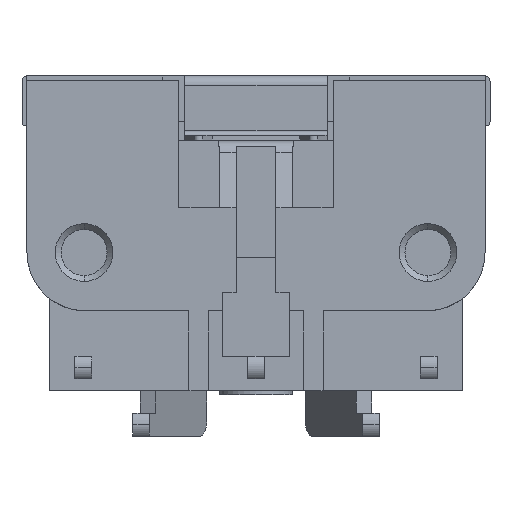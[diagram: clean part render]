
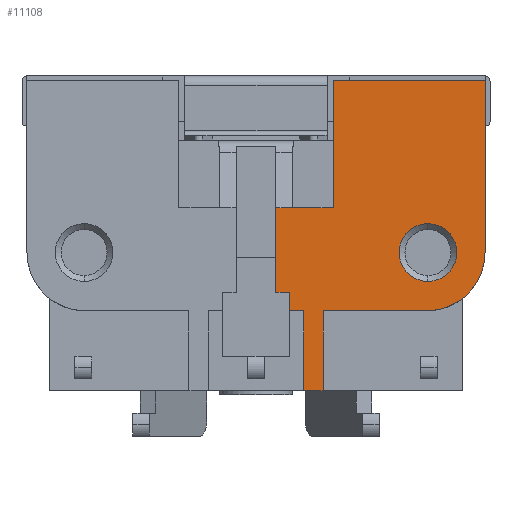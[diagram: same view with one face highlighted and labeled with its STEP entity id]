
A CAD part, front view. The second image highlights one B-rep face of the part: STEP entity #11108.
In plain terms, the highlighted planar face has unit normal (0, -1, 0).
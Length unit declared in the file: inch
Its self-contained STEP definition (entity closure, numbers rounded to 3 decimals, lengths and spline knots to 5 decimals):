
#77 = CARTESIAN_POINT ( 'NONE',  ( -0.1325, -0.394, -0.218 ) ) ;
#100 = VERTEX_POINT ( 'NONE', #366 ) ;
#207 = DIRECTION ( 'NONE',  ( 0., 0., -1. ) ) ;
#218 = FACE_OUTER_BOUND ( 'NONE', #4699, .T. ) ;
#258 = CARTESIAN_POINT ( 'NONE',  ( 0.082, -0.394, -0.395 ) ) ;
#273 = EDGE_CURVE ( 'NONE', #8576, #2051, #4307, .T. ) ;
#343 = LINE ( 'NONE', #7896, #11087 ) ;
#366 = CARTESIAN_POINT ( 'NONE',  ( 0.034, -0.394, -0.363 ) ) ;
#522 = DIRECTION ( 'NONE',  ( 0., 0., -1. ) ) ;
#526 = CARTESIAN_POINT ( 'NONE',  ( 0.1325, -0.394, -0.218 ) ) ;
#668 = PLANE ( 'NONE',  #11783 ) ;
#678 = CARTESIAN_POINT ( 'NONE',  ( 0.295, -0.394, -0.2455 ) ) ;
#681 = LINE ( 'NONE', #9255, #8106 ) ;
#867 = CARTESIAN_POINT ( 'NONE',  ( 0.115, -0.394, -0.395 ) ) ;
#872 = VERTEX_POINT ( 'NONE', #12034 ) ;
#1078 = ORIENTED_EDGE ( 'NONE', *, *, #11623, .T. ) ;
#1275 = LINE ( 'NONE', #13028, #5339 ) ;
#1292 = ORIENTED_EDGE ( 'NONE', *, *, #7330, .T. ) ;
#1312 = DIRECTION ( 'NONE',  ( 1., 0., 0. ) ) ;
#1352 = CARTESIAN_POINT ( 'NONE',  ( 0.0575, -0.394, -0.363 ) ) ;
#1363 = CARTESIAN_POINT ( 'NONE',  ( 0.293, -0.394, -0.395 ) ) ;
#1436 = ORIENTED_EDGE ( 'NONE', *, *, #6825, .T. ) ;
#1569 = EDGE_CURVE ( 'NONE', #2335, #11671, #1275, .T. ) ;
#1691 = DIRECTION ( 'NONE',  ( 1., 0., 0. ) ) ;
#1733 = VERTEX_POINT ( 'NONE', #258 ) ;
#1870 = DIRECTION ( 'NONE',  ( 1., 0., 0. ) ) ;
#1884 = VECTOR ( 'NONE', #12733, 39.37008 ) ;
#1938 = DIRECTION ( 'NONE',  ( -1., 0., 0. ) ) ;
#2047 = VECTOR ( 'NONE', #10190, 39.37008 ) ;
#2051 = VERTEX_POINT ( 'NONE', #526 ) ;
#2056 = CARTESIAN_POINT ( 'NONE',  ( 0.034, -0.394, -0.218 ) ) ;
#2170 = EDGE_CURVE ( 'NONE', #7369, #10293, #3412, .T. ) ;
#2335 = VERTEX_POINT ( 'NONE', #5493 ) ;
#2340 = DIRECTION ( 'NONE',  ( 0., 0., -1. ) ) ;
#2355 = LINE ( 'NONE', #9412, #5011 ) ;
#2486 = VERTEX_POINT ( 'NONE', #9243 ) ;
#2526 = CARTESIAN_POINT ( 'NONE',  ( 0.082, -0.394, -0.532 ) ) ;
#2722 = ORIENTED_EDGE ( 'NONE', *, *, #12030, .F. ) ;
#2738 = DIRECTION ( 'NONE',  ( 0., 1., 0. ) ) ;
#2796 = EDGE_CURVE ( 'NONE', #1733, #10148, #9291, .T. ) ;
#3005 = ORIENTED_EDGE ( 'NONE', *, *, #6238, .T. ) ;
#3095 = ORIENTED_EDGE ( 'NONE', *, *, #4170, .F. ) ;
#3139 = ORIENTED_EDGE ( 'NONE', *, *, #5559, .F. ) ;
#3253 = CARTESIAN_POINT ( 'NONE',  ( 0.293, -0.394, -0.295 ) ) ;
#3318 = CARTESIAN_POINT ( 'NONE',  ( 0.293, -0.394, -0.395 ) ) ;
#3327 = CIRCLE ( 'NONE', #10895, 0.0495 ) ;
#3412 = LINE ( 'NONE', #6312, #10862 ) ;
#3416 = VERTEX_POINT ( 'NONE', #11737 ) ;
#3464 = VECTOR ( 'NONE', #5863, 39.37008 ) ;
#3849 = CIRCLE ( 'NONE', #8191, 0.0495 ) ;
#3990 = VECTOR ( 'NONE', #5272, 39.37008 ) ;
#4170 = EDGE_CURVE ( 'NONE', #2486, #11359, #343, .T. ) ;
#4267 = DIRECTION ( 'NONE',  ( 1., 0., 0. ) ) ;
#4307 = LINE ( 'NONE', #7234, #3990 ) ;
#4474 = CARTESIAN_POINT ( 'NONE',  ( 0.295, -0.394, -0.295 ) ) ;
#4699 = EDGE_LOOP ( 'NONE', ( #9031, #9101, #3005, #6490, #12153, #2722, #9546, #1078, #8888, #3095, #11677, #11622, #3139, #1292 ) ) ;
#4790 = ORIENTED_EDGE ( 'NONE', *, *, #11319, .T. ) ;
#5011 = VECTOR ( 'NONE', #2340, 39.37008 ) ;
#5137 = VECTOR ( 'NONE', #10444, 39.37008 ) ;
#5272 = DIRECTION ( 'NONE',  ( 1., 0., 0. ) ) ;
#5339 = VECTOR ( 'NONE', #10941, 39.37008 ) ;
#5493 = CARTESIAN_POINT ( 'NONE',  ( 0.0575, -0.394, -0.395 ) ) ;
#5501 = DIRECTION ( 'NONE',  ( 1., 0., 0. ) ) ;
#5538 = FACE_BOUND ( 'NONE', #13021, .T. ) ;
#5559 = EDGE_CURVE ( 'NONE', #7188, #8576, #7386, .T. ) ;
#5863 = DIRECTION ( 'NONE',  ( 0., 0., -1. ) ) ;
#5898 = EDGE_CURVE ( 'NONE', #3416, #11359, #12613, .T. ) ;
#6174 = LINE ( 'NONE', #12956, #3464 ) ;
#6238 = EDGE_CURVE ( 'NONE', #2335, #1733, #10531, .T. ) ;
#6312 = CARTESIAN_POINT ( 'NONE',  ( 0.293, -0.394, -0.395 ) ) ;
#6490 = ORIENTED_EDGE ( 'NONE', *, *, #2796, .T. ) ;
#6569 = VECTOR ( 'NONE', #522, 39.37008 ) ;
#6667 = CARTESIAN_POINT ( 'NONE',  ( 0.393, -0.394, -0.07 ) ) ;
#6825 = EDGE_CURVE ( 'NONE', #11314, #872, #3849, .T. ) ;
#6845 = EDGE_CURVE ( 'NONE', #10148, #7004, #8945, .T. ) ;
#7004 = VERTEX_POINT ( 'NONE', #11816 ) ;
#7188 = VERTEX_POINT ( 'NONE', #2056 ) ;
#7234 = CARTESIAN_POINT ( 'NONE',  ( 0.0625, -0.394, -0.218 ) ) ;
#7330 = EDGE_CURVE ( 'NONE', #7188, #100, #2355, .T. ) ;
#7369 = VERTEX_POINT ( 'NONE', #867 ) ;
#7386 = LINE ( 'NONE', #77, #2047 ) ;
#7446 = LINE ( 'NONE', #8933, #9827 ) ;
#7723 = DIRECTION ( 'NONE',  ( 0., -1., 0. ) ) ;
#7896 = CARTESIAN_POINT ( 'NONE',  ( -0.393, -0.394, 0. ) ) ;
#7933 = CIRCLE ( 'NONE', #9869, 0.1 ) ;
#8106 = VECTOR ( 'NONE', #207, 39.37008 ) ;
#8191 = AXIS2_PLACEMENT_3D ( 'NONE', #4474, #11594, #5501 ) ;
#8576 = VERTEX_POINT ( 'NONE', #10417 ) ;
#8795 = CARTESIAN_POINT ( 'NONE',  ( 0.295, -0.394, -0.295 ) ) ;
#8888 = ORIENTED_EDGE ( 'NONE', *, *, #5898, .T. ) ;
#8933 = CARTESIAN_POINT ( 'NONE',  ( 0.034, -0.394, -0.363 ) ) ;
#8945 = LINE ( 'NONE', #2526, #11635 ) ;
#9031 = ORIENTED_EDGE ( 'NONE', *, *, #11405, .F. ) ;
#9101 = ORIENTED_EDGE ( 'NONE', *, *, #1569, .F. ) ;
#9243 = CARTESIAN_POINT ( 'NONE',  ( 0.1325, -0.394, 0. ) ) ;
#9255 = CARTESIAN_POINT ( 'NONE',  ( 0.1325, -0.394, -0.218 ) ) ;
#9291 = LINE ( 'NONE', #11614, #6569 ) ;
#9412 = CARTESIAN_POINT ( 'NONE',  ( 0.034, -0.394, 0. ) ) ;
#9546 = ORIENTED_EDGE ( 'NONE', *, *, #2170, .T. ) ;
#9590 = DIRECTION ( 'NONE',  ( 1., 0., 0. ) ) ;
#9815 = DIRECTION ( 'NONE',  ( 1., 0., 0. ) ) ;
#9827 = VECTOR ( 'NONE', #1938, 39.37008 ) ;
#9869 = AXIS2_PLACEMENT_3D ( 'NONE', #3253, #10349, #4267 ) ;
#10148 = VERTEX_POINT ( 'NONE', #10317 ) ;
#10190 = DIRECTION ( 'NONE',  ( 1., 0., 0. ) ) ;
#10293 = VERTEX_POINT ( 'NONE', #1363 ) ;
#10317 = CARTESIAN_POINT ( 'NONE',  ( 0.082, -0.394, -0.532 ) ) ;
#10349 = DIRECTION ( 'NONE',  ( 0., -1., 0. ) ) ;
#10417 = CARTESIAN_POINT ( 'NONE',  ( 0.0625, -0.394, -0.218 ) ) ;
#10444 = DIRECTION ( 'NONE',  ( 1., 0., 0. ) ) ;
#10531 = LINE ( 'NONE', #3318, #5137 ) ;
#10724 = CARTESIAN_POINT ( 'NONE',  ( -0.393, -0.394, -0.07 ) ) ;
#10737 = EDGE_CURVE ( 'NONE', #2486, #2051, #681, .T. ) ;
#10862 = VECTOR ( 'NONE', #1312, 39.37008 ) ;
#10895 = AXIS2_PLACEMENT_3D ( 'NONE', #8795, #2738, #9815 ) ;
#10941 = DIRECTION ( 'NONE',  ( 0., 0., 1. ) ) ;
#11087 = VECTOR ( 'NONE', #1870, 39.37008 ) ;
#11108 = ADVANCED_FACE ( 'NONE', ( #5538, #218 ), #668, .T. ) ;
#11314 = VERTEX_POINT ( 'NONE', #678 ) ;
#11319 = EDGE_CURVE ( 'NONE', #872, #11314, #3327, .T. ) ;
#11359 = VERTEX_POINT ( 'NONE', #12878 ) ;
#11405 = EDGE_CURVE ( 'NONE', #11671, #100, #7446, .T. ) ;
#11594 = DIRECTION ( 'NONE',  ( 0., 1., 0. ) ) ;
#11614 = CARTESIAN_POINT ( 'NONE',  ( 0.082, -0.394, 19685.03937 ) ) ;
#11622 = ORIENTED_EDGE ( 'NONE', *, *, #273, .F. ) ;
#11623 = EDGE_CURVE ( 'NONE', #10293, #3416, #7933, .T. ) ;
#11635 = VECTOR ( 'NONE', #9590, 39.37008 ) ;
#11671 = VERTEX_POINT ( 'NONE', #1352 ) ;
#11677 = ORIENTED_EDGE ( 'NONE', *, *, #10737, .T. ) ;
#11737 = CARTESIAN_POINT ( 'NONE',  ( 0.393, -0.394, -0.295 ) ) ;
#11783 = AXIS2_PLACEMENT_3D ( 'NONE', #10724, #7723, #1691 ) ;
#11816 = CARTESIAN_POINT ( 'NONE',  ( 0.115, -0.394, -0.532 ) ) ;
#12030 = EDGE_CURVE ( 'NONE', #7369, #7004, #6174, .T. ) ;
#12034 = CARTESIAN_POINT ( 'NONE',  ( 0.295, -0.394, -0.3445 ) ) ;
#12153 = ORIENTED_EDGE ( 'NONE', *, *, #6845, .T. ) ;
#12613 = LINE ( 'NONE', #6667, #1884 ) ;
#12733 = DIRECTION ( 'NONE',  ( 0., 0., 1. ) ) ;
#12878 = CARTESIAN_POINT ( 'NONE',  ( 0.393, -0.394, 0. ) ) ;
#12956 = CARTESIAN_POINT ( 'NONE',  ( 0.115, -0.394, 19685.03937 ) ) ;
#13021 = EDGE_LOOP ( 'NONE', ( #4790, #1436 ) ) ;
#13028 = CARTESIAN_POINT ( 'NONE',  ( 0.0575, -0.394, -0.363 ) ) ;
